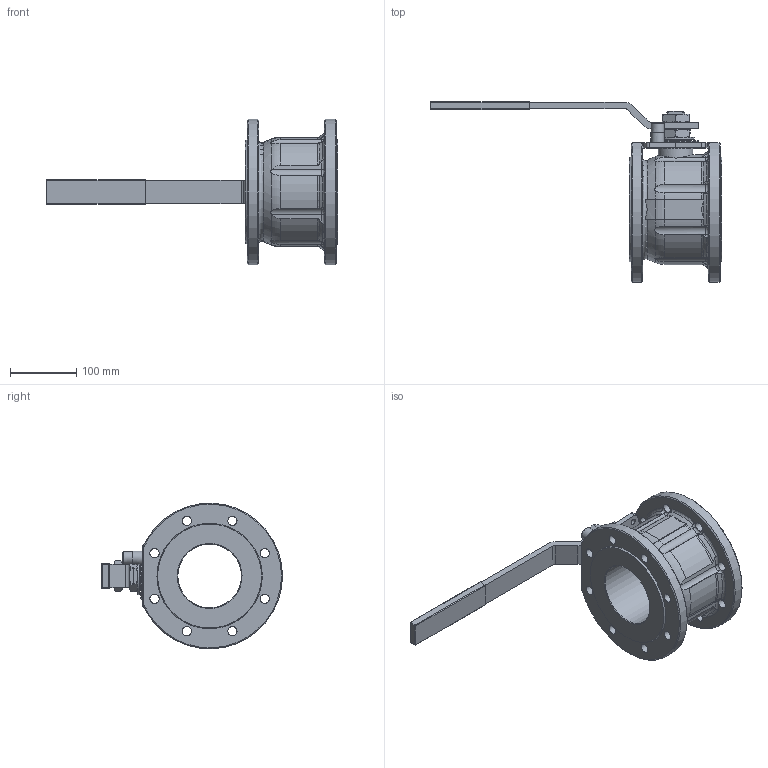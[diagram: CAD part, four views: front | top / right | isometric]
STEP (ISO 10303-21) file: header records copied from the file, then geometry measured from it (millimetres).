
FILE_DESCRIPTION(/* description */ ('Unknown','CAx-IF Rec.Pracs.---Representation and Presentation of Product Manufacturing Information (PMI)---4.0---2014-10-13','CAx-IF Rec.Pracs.---3D Tessellated Geometry---0.4---2014-09-14','2;1'),/* implementation_level */ '2;1');
FILE_NAME(/* name */ '934-12',/* time_stamp */ '2023-12-19T10:53:18+01:00',/* author */ ('Unknown'),/* organization */ ('Unknown'),/* preprocessor_version */ 'ST-DEVELOPER v18.102',/* originating_system */ 'Solid Edge',/* authorisation */ 'Unknown');
FILE_SCHEMA (('AP242_MANAGED_MODEL_BASED_3D_ENGINEERING_MIM_LF { 1 0 10303 442 1 1 4 }'));
Length unit declared in the file: millimetre
Products named in the file (1): 8.410_411.100_PN16
Bounding box: 441 x 273.2 x 219.88 mm (x, y, z)
Volume: 2749969.9 mm3; surface area: 287165 mm2
Topology: 1 solids, 1 shells, 388 faces, 1070 edges, 691 vertices
Faces by surface type: plane 145, cylinder 107, cone 60, torus 40, bspline 30, sphere 6
Full cylindrical faces by diameter (mm): 6.5 x4, 8.5 x4, 13 x1, 14 x17, 19.5 x1, 20 x1, 36.5 x1, 52 x1, 56 x1, 96 x1, 159 x1
Entity records: 16579 total; most frequent: CARTESIAN_POINT 4704, ORIENTED_EDGE 1964, DIRECTION 1738, EDGE_CURVE 982, AXIS2_PLACEMENT_3D 677, VERTEX_POINT 660, FACE_BOUND 498, EDGE_LOOP 493
